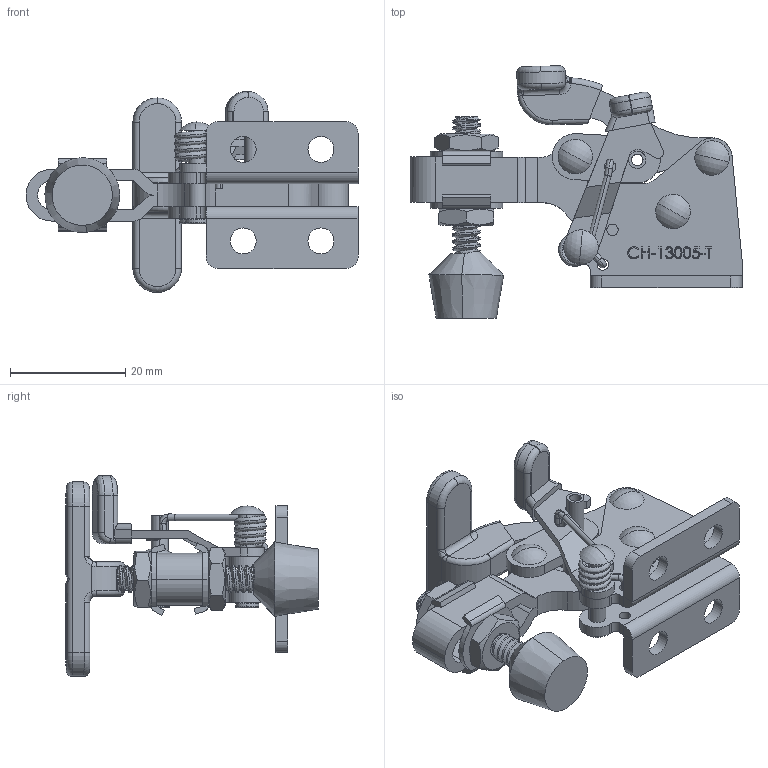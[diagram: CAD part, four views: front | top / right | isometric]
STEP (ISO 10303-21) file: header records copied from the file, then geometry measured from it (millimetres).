
FILE_DESCRIPTION (( 'STEP AP203' ), '1' );
FILE_NAME ('CH-13005-T.STEP', '2017-11-04T01:45:39', ( 'Windows' ), ( 'Microsoft' ), 'SwSTEP 2.0', 'SolidWorks 2015', '' );
FILE_SCHEMA (( 'CONFIG_CONTROL_DESIGN' ));
Length unit declared in the file: millimetre
Products named in the file (13): CH-13005-T-01; CH-13005-02 U-BAR; CH-13005-05 ; CH-13005-03 T-HANDLE; 郔酗穩隊; CH-13005-04 CONNECTING-PLATE; CH-13005-T; CH-FC-10138 Nut; CH-FC-10138 SPINDLE SUPPLIED; 錨璃1; 錨璃2; CH-13005-T-02; CH-FW-100
Assembly tree (17 placements, depth 2):
  CH-13005-T
    CH-FW-100  x2
    CH-13005-02 U-BAR
    CH-13005-03 T-HANDLE
    CH-13005-04 CONNECTING-PLATE  x2
    CH-FC-10138 Nut  x2
    CH-FC-10138 SPINDLE SUPPLIED
    錨璃1
    錨璃2
    CH-13005-T-02
    CH-13005-T-01
    CH-13005-05   x3
    郔酗穩隊
Bounding box: 57.71 x 43.85 x 34.9 mm (x, y, z)
Volume: 10393 mm3; surface area: 12163.4 mm2
Topology: 19 solids, 20 shells, 615 faces, 1555 edges, 992 vertices
Faces by surface type: cylinder 239, plane 211, bspline 99, torus 33, cone 25, sphere 8
Entity records: 25226 total; most frequent: CARTESIAN_POINT 11384, ORIENTED_EDGE 2710, DIRECTION 2391, EDGE_CURVE 1355, VERTEX_POINT 868, AXIS2_PLACEMENT_3D 864, VECTOR 663, LINE 663
